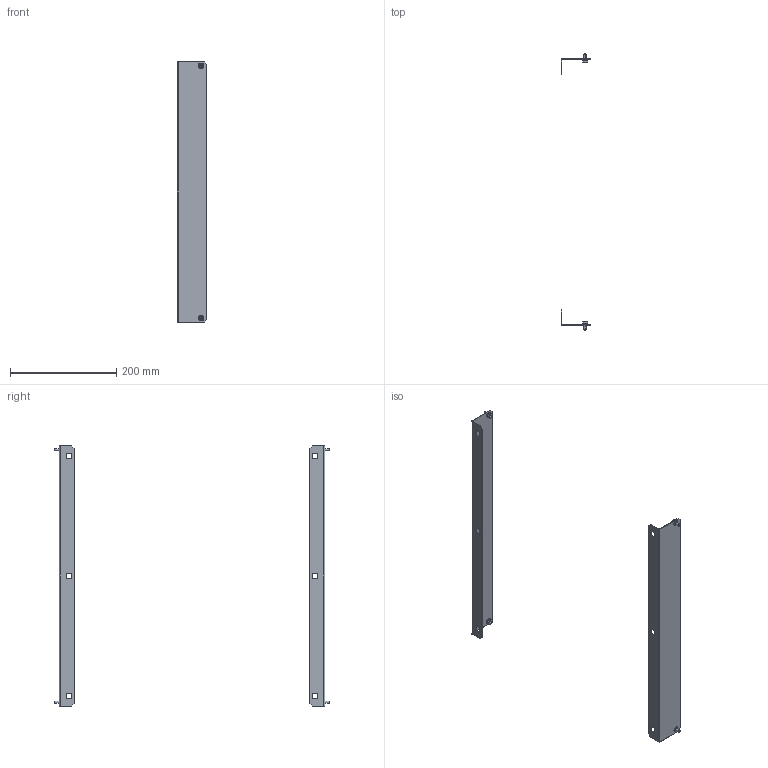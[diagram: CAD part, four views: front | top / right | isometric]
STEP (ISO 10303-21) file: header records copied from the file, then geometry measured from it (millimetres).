
FILE_DESCRIPTION (( 'STEP AP203' ), '1' );
FILE_NAME ('Äåðæàòåëü ïëàñòðîíîâ Â500 (2øò) EKF AleSta.STEP', '2025-09-15T11:09:13', ( '' ), ( '' ), 'SwSTEP 2.0', 'SolidWorks 2021', '' );
FILE_SCHEMA (( 'CONFIG_CONTROL_DESIGN' ));
Length unit declared in the file: millimetre
Products named in the file (4): MA1.400.000020.01.01 Äåðæàòåëü ïëàñòðîíîâ Â2000 (2 øò) EKF AleSta_‚500; Äåðæàòåëü ïëàñòðîíîâ Â500 (2øò) EKF AleSta; Âèíò_ðåçüáîâûäàâëèâàþùèé_Ì5õ12_DIN 7500E_Œ5å12; øàéáà êîíòàêòíàÿ ñòîïîðíàÿ ñ íàñå÷êîé îöèíêîâàííàÿ ñòàëü Ì5
Assembly tree (10 placements, depth 2):
  Äåðæàòåëü ïëàñòðîíîâ Â500 (2øò) EKF AleSta
    MA1.400.000020.01.01 Äåðæàòåëü ïëàñòðîíîâ Â2000 (2 øò) EKF AleSta_‚500  x2
    øàéáà êîíòàêòíàÿ ñòîïîðíàÿ ñ íàñå÷êîé îöèíêîâàííàÿ ñòàëü Ì5  x4
    Âèíò_ðåçüáîâûäàâëèâàþùèé_Ì5õ12_DIN 7500E_Œ5å12  x4
Bounding box: 56 x 519 x 490 mm (x, y, z)
Volume: 82361.3 mm3; surface area: 166194.3 mm2
Topology: 10 solids, 10 shells, 344 faces, 936 edges, 616 vertices
Faces by surface type: plane 292, cylinder 44, cone 8
Entity records: 3892 total; most frequent: DIRECTION 588, CARTESIAN_POINT 576, ORIENTED_EDGE 556, EDGE_CURVE 278, VECTOR 200, LINE 200, AXIS2_PLACEMENT_3D 194, VERTEX_POINT 182
